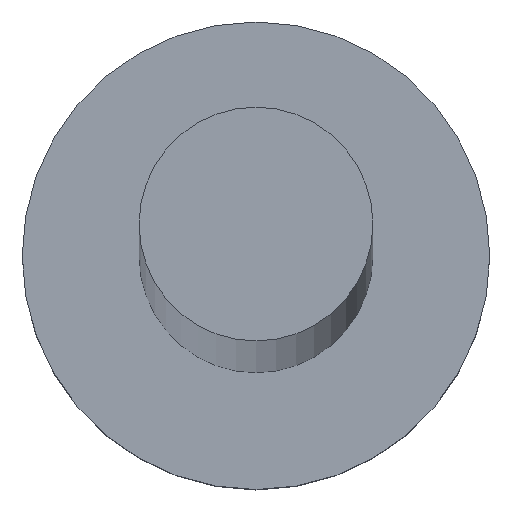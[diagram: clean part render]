
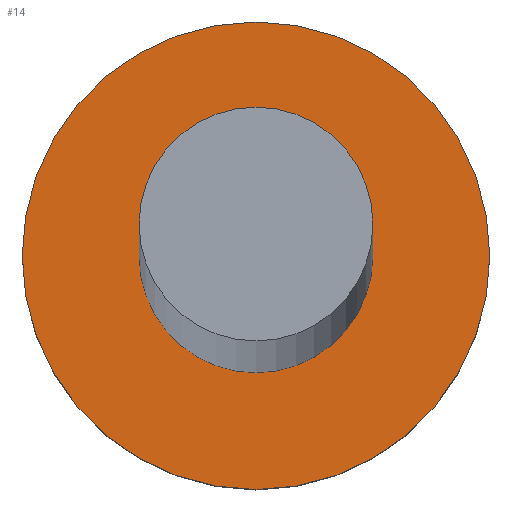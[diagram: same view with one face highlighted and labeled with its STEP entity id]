
A CAD part, top view. The second image highlights one B-rep face of the part: STEP entity #14.
In plain terms, the highlighted planar face has unit normal (0, 0, 1).
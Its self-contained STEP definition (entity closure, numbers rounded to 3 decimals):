
#7 = AXIS2_PLACEMENT_3D ( 'NONE', #155, #242, #95 ) ;
#10 = DIRECTION ( 'NONE',  ( 0., 0., 1. ) ) ;
#12 = DIRECTION ( 'NONE',  ( 1., 0., 0. ) ) ;
#14 = ADVANCED_FACE ( 'NONE', ( #250, #69 ), #254, .T. ) ;
#18 = ORIENTED_EDGE ( 'NONE', *, *, #128, .F. ) ;
#21 = DIRECTION ( 'NONE',  ( 1., 0., 0. ) ) ;
#42 = ORIENTED_EDGE ( 'NONE', *, *, #226, .F. ) ;
#43 = CIRCLE ( 'NONE', #7, 4. ) ;
#53 = VERTEX_POINT ( 'NONE', #236 ) ;
#55 = CIRCLE ( 'NONE', #231, 2. ) ;
#59 = EDGE_CURVE ( 'NONE', #123, #53, #135, .T. ) ;
#69 = FACE_OUTER_BOUND ( 'NONE', #71, .T. ) ;
#70 = AXIS2_PLACEMENT_3D ( 'NONE', #225, #10, #81 ) ;
#71 = EDGE_LOOP ( 'NONE', ( #249, #247 ) ) ;
#78 = AXIS2_PLACEMENT_3D ( 'NONE', #108, #192, #21 ) ;
#79 = CIRCLE ( 'NONE', #70, 2. ) ;
#81 = DIRECTION ( 'NONE',  ( 1., 0., 0. ) ) ;
#83 = CARTESIAN_POINT ( 'NONE',  ( -4., 0., 4. ) ) ;
#87 = VERTEX_POINT ( 'NONE', #170 ) ;
#95 = DIRECTION ( 'NONE',  ( 1., 0., 0. ) ) ;
#103 = DIRECTION ( 'NONE',  ( 1., 0., 0. ) ) ;
#108 = CARTESIAN_POINT ( 'NONE',  ( 0., 0., 4. ) ) ;
#119 = DIRECTION ( 'NONE',  ( 0., 0., 1. ) ) ;
#122 = AXIS2_PLACEMENT_3D ( 'NONE', #230, #119, #103 ) ;
#123 = VERTEX_POINT ( 'NONE', #83 ) ;
#128 = EDGE_CURVE ( 'NONE', #87, #206, #55, .T. ) ;
#131 = EDGE_CURVE ( 'NONE', #53, #123, #43, .T. ) ;
#134 = CARTESIAN_POINT ( 'NONE',  ( 0., 0., 4. ) ) ;
#135 = CIRCLE ( 'NONE', #78, 4. ) ;
#155 = CARTESIAN_POINT ( 'NONE',  ( 0., 0., 4. ) ) ;
#170 = CARTESIAN_POINT ( 'NONE',  ( 2., 0., 4. ) ) ;
#176 = CARTESIAN_POINT ( 'NONE',  ( -2., 0., 4. ) ) ;
#183 = EDGE_LOOP ( 'NONE', ( #42, #18 ) ) ;
#192 = DIRECTION ( 'NONE',  ( 0., 0., 1. ) ) ;
#206 = VERTEX_POINT ( 'NONE', #176 ) ;
#224 = DIRECTION ( 'NONE',  ( 0., 0., 1. ) ) ;
#225 = CARTESIAN_POINT ( 'NONE',  ( 0., 0., 4. ) ) ;
#226 = EDGE_CURVE ( 'NONE', #206, #87, #79, .T. ) ;
#230 = CARTESIAN_POINT ( 'NONE',  ( 0., 0., 4. ) ) ;
#231 = AXIS2_PLACEMENT_3D ( 'NONE', #134, #224, #12 ) ;
#236 = CARTESIAN_POINT ( 'NONE',  ( 4., 0., 4. ) ) ;
#242 = DIRECTION ( 'NONE',  ( 0., 0., 1. ) ) ;
#247 = ORIENTED_EDGE ( 'NONE', *, *, #131, .T. ) ;
#249 = ORIENTED_EDGE ( 'NONE', *, *, #59, .T. ) ;
#250 = FACE_BOUND ( 'NONE', #183, .T. ) ;
#254 = PLANE ( 'NONE',  #122 ) ;
